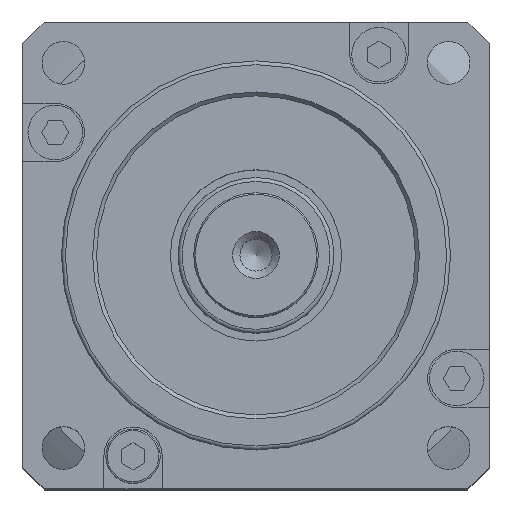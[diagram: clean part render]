
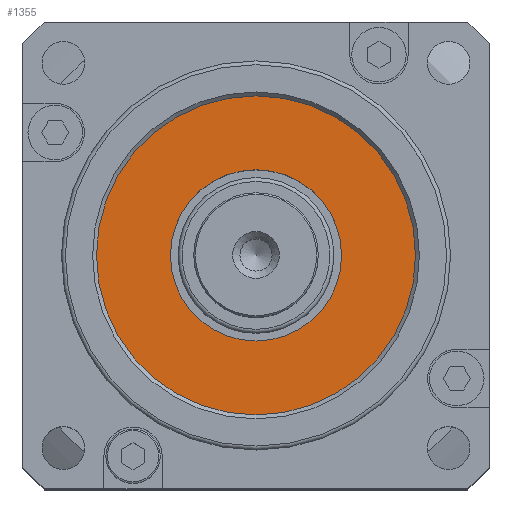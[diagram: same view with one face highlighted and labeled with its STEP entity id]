
A CAD part, top view. The second image highlights one B-rep face of the part: STEP entity #1355.
In plain terms, the highlighted planar face has unit normal (0, 0, 1).
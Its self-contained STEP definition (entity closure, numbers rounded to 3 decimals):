
#1355 = ADVANCED_FACE( '', ( #3745, #3746 ), #3747, .F. );
#2045 = EDGE_CURVE( '', #4745, #4745, #4746, .T. );
#2789 = EDGE_CURVE( '', #5705, #5705, #5706, .T. );
#3745 = FACE_OUTER_BOUND( '', #7102, .T. );
#3746 = FACE_BOUND( '', #7103, .T. );
#3747 = PLANE( '', #7104 );
#4745 = VERTEX_POINT( '', #8654 );
#4746 = CIRCLE( '', #8655, 20.5 );
#5705 = VERTEX_POINT( '', #10293 );
#5706 = CIRCLE( '', #10294, 11. );
#7102 = EDGE_LOOP( '', ( #11459 ) );
#7103 = EDGE_LOOP( '', ( #11460 ) );
#7104 = AXIS2_PLACEMENT_3D( '', #11461, #11462, #11463 );
#8654 = CARTESIAN_POINT( '', ( -20.5, 0., 83.7 ) );
#8655 = AXIS2_PLACEMENT_3D( '', #12643, #12644, #12645 );
#10293 = CARTESIAN_POINT( '', ( -11., 0., 83.7 ) );
#10294 = AXIS2_PLACEMENT_3D( '', #13821, #13822, #13823 );
#11459 = ORIENTED_EDGE( '', *, *, #2045, .F. );
#11460 = ORIENTED_EDGE( '', *, *, #2789, .T. );
#11461 = CARTESIAN_POINT( '', ( 0., 0., 83.7 ) );
#11462 = DIRECTION( '', ( 0., 0., -1. ) );
#11463 = DIRECTION( '', ( 0., -1., 0. ) );
#12643 = CARTESIAN_POINT( '', ( 0., 0., 83.7 ) );
#12644 = DIRECTION( '', ( 0., 0., -1. ) );
#12645 = DIRECTION( '', ( -1., 0., 0. ) );
#13821 = CARTESIAN_POINT( '', ( 0., 0., 83.7 ) );
#13822 = DIRECTION( '', ( 0., 0., -1. ) );
#13823 = DIRECTION( '', ( -1., 0., 0. ) );
